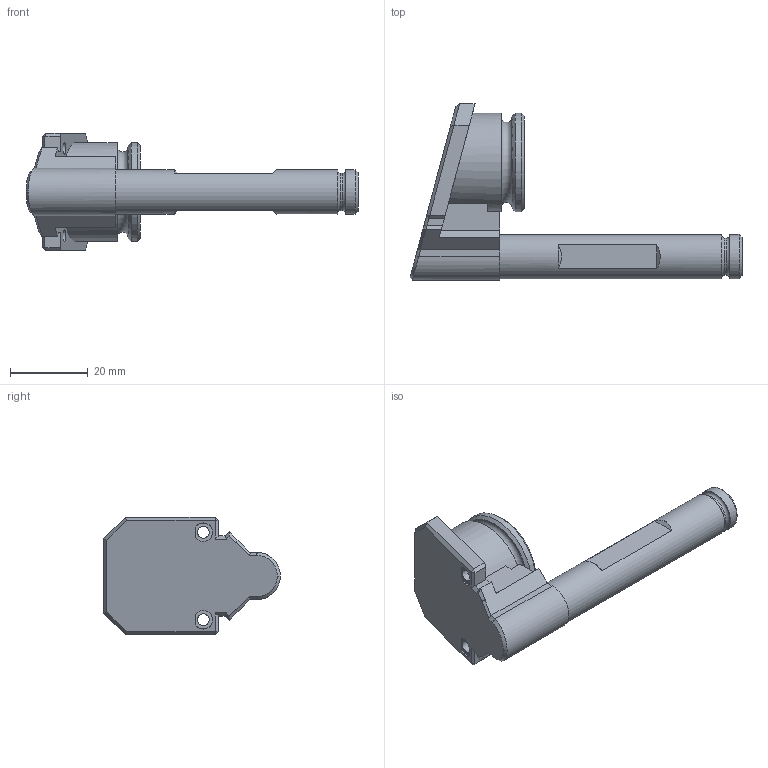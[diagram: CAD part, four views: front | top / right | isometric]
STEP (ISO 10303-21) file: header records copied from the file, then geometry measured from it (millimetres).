
FILE_DESCRIPTION(/* description */ (''),/* implementation_level */ '2;1');
FILE_NAME(/* name */ 'REAR[2.0].step',/* time_stamp */ '2021-09-24T07:37:29-04:00',/* author */ (''),/* organization */ (''),/* preprocessor_version */ 'ST-DEVELOPER v18.1',/* originating_system */ 'Autodesk Translation Framework v10.9.0.1377',/* authorisation */ '');
FILE_SCHEMA (('AUTOMOTIVE_DESIGN { 1 0 10303 214 3 1 1 }'));
Length unit declared in the file: inch
Products named in the file (1): 2.0 REAR
Bounding box: 85.45 x 45.47 x 30.2 mm (x, y, z)
Volume: 15070.5 mm3; surface area: 10675.7 mm2
Topology: 1 solids, 1 shells, 123 faces, 317 edges, 202 vertices
Faces by surface type: plane 73, cylinder 17, bspline 16, cone 12, torus 3, sphere 2
Full cylindrical faces by diameter (mm): 3.048 x2, 9.525 x2, 11.43 x2, 25.4 x2
Entity records: 4620 total; most frequent: CARTESIAN_POINT 1709, ORIENTED_EDGE 626, DIRECTION 549, EDGE_CURVE 313, VERTEX_POINT 202, AXIS2_PLACEMENT_3D 186, LINE 177, VECTOR 177
